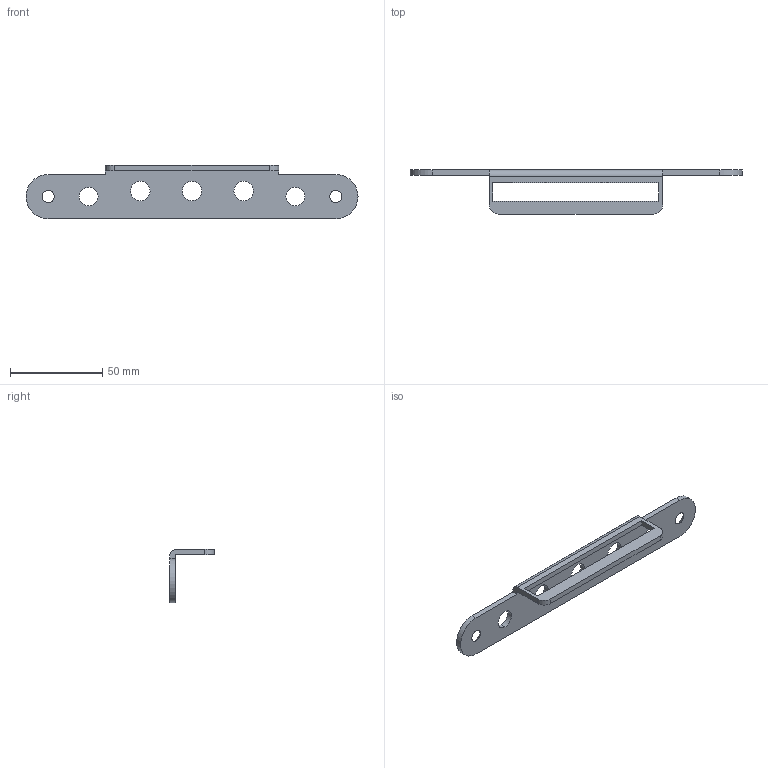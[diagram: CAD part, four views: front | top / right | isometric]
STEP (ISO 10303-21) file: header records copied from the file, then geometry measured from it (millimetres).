
FILE_DESCRIPTION (( 'STEP AP214' ), '1' );
FILE_NAME ('OBX-3198-rr_D043-30802.STEP', '2023-05-30T13:08:28', ( '' ), ( '' ), 'SwSTEP 2.0', 'SolidWorks 2020', '' );
FILE_SCHEMA (( 'AUTOMOTIVE_DESIGN' ));
Length unit declared in the file: millimetre
Products named in the file (1): OBX-3198-rr_D043-30802
Bounding box: 180 x 24 x 29 mm (x, y, z)
Volume: 15251.1 mm3; surface area: 12804.4 mm2
Topology: 1 solids, 1 shells, 37 faces, 101 edges, 66 vertices
Faces by surface type: cylinder 19, plane 14, cone 4
Entity records: 1251 total; most frequent: DIRECTION 219, CARTESIAN_POINT 205, ORIENTED_EDGE 202, EDGE_CURVE 101, AXIS2_PLACEMENT_3D 80, VERTEX_POINT 66, VECTOR 59, LINE 59
